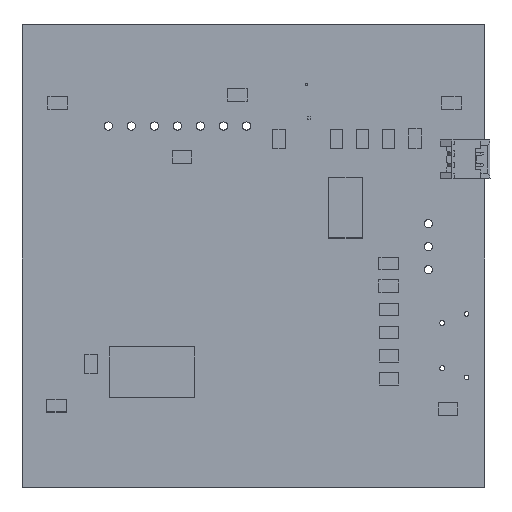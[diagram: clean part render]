
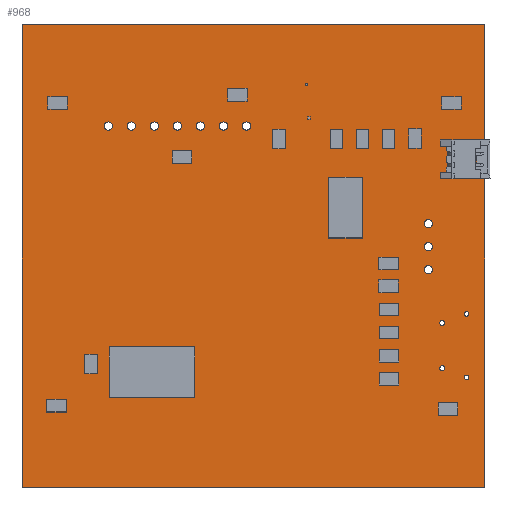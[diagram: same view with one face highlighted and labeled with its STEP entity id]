
A CAD part, top view. The second image highlights one B-rep face of the part: STEP entity #968.
In plain terms, the highlighted planar face has unit normal (0, 0, 1).
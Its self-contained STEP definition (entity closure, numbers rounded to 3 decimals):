
#127 = VERTEX_POINT('',#128);
#128 = CARTESIAN_POINT('',(8.382,4.572,0.));
#134 = EDGE_CURVE('',#127,#135,#137,.T.);
#135 = VERTEX_POINT('',#136);
#136 = CARTESIAN_POINT('',(8.509,4.445,0.));
#137 = CIRCLE('',#138,0.126);
#138 = AXIS2_PLACEMENT_3D('',#139,#140,#141);
#139 = CARTESIAN_POINT('',(8.508,4.571,0.));
#140 = DIRECTION('',(0.,0.,1.));
#141 = DIRECTION('',(-1.,0.005,0.));
#167 = EDGE_CURVE('',#135,#168,#170,.T.);
#168 = VERTEX_POINT('',#169);
#169 = CARTESIAN_POINT('',(59.309,4.445,0.));
#170 = LINE('',#171,#172);
#171 = CARTESIAN_POINT('',(8.509,4.445,0.));
#172 = VECTOR('',#173,1.);
#173 = DIRECTION('',(1.,0.,0.));
#198 = EDGE_CURVE('',#168,#199,#201,.T.);
#199 = VERTEX_POINT('',#200);
#200 = CARTESIAN_POINT('',(59.436,4.572,0.));
#201 = CIRCLE('',#202,0.126);
#202 = AXIS2_PLACEMENT_3D('',#203,#204,#205);
#203 = CARTESIAN_POINT('',(59.31,4.571,0.));
#204 = DIRECTION('',(0.,0.,1.));
#205 = DIRECTION('',(-0.005,-1.,0.));
#231 = EDGE_CURVE('',#199,#232,#234,.T.);
#232 = VERTEX_POINT('',#233);
#233 = CARTESIAN_POINT('',(59.436,55.372,0.));
#234 = LINE('',#235,#236);
#235 = CARTESIAN_POINT('',(59.436,4.572,0.));
#236 = VECTOR('',#237,1.);
#237 = DIRECTION('',(0.,1.,0.));
#262 = EDGE_CURVE('',#232,#263,#265,.T.);
#263 = VERTEX_POINT('',#264);
#264 = CARTESIAN_POINT('',(59.309,55.499,0.));
#265 = CIRCLE('',#266,0.126);
#266 = AXIS2_PLACEMENT_3D('',#267,#268,#269);
#267 = CARTESIAN_POINT('',(59.31,55.373,0.));
#268 = DIRECTION('',(0.,0.,1.));
#269 = DIRECTION('',(1.,-0.005,0.));
#295 = EDGE_CURVE('',#263,#296,#298,.T.);
#296 = VERTEX_POINT('',#297);
#297 = CARTESIAN_POINT('',(8.509,55.499,0.));
#298 = LINE('',#299,#300);
#299 = CARTESIAN_POINT('',(59.309,55.499,0.));
#300 = VECTOR('',#301,1.);
#301 = DIRECTION('',(-1.,0.,0.));
#326 = EDGE_CURVE('',#296,#327,#329,.T.);
#327 = VERTEX_POINT('',#328);
#328 = CARTESIAN_POINT('',(8.382,55.372,0.));
#329 = CIRCLE('',#330,0.126);
#330 = AXIS2_PLACEMENT_3D('',#331,#332,#333);
#331 = CARTESIAN_POINT('',(8.508,55.373,0.));
#332 = DIRECTION('',(0.,0.,1.));
#333 = DIRECTION('',(0.005,1.,0.));
#359 = EDGE_CURVE('',#327,#127,#360,.T.);
#360 = LINE('',#361,#362);
#361 = CARTESIAN_POINT('',(8.382,55.372,0.));
#362 = VECTOR('',#363,1.);
#363 = DIRECTION('',(0.,-1.,0.));
#383 = VERTEX_POINT('',#384);
#384 = CARTESIAN_POINT('',(31.057,44.31,0.));
#390 = EDGE_CURVE('',#383,#383,#391,.T.);
#391 = CIRCLE('',#392,0.45);
#392 = AXIS2_PLACEMENT_3D('',#393,#394,#395);
#393 = CARTESIAN_POINT('',(30.607,44.31,0.));
#394 = DIRECTION('',(0.,0.,1.));
#395 = DIRECTION('',(1.,0.,0.));
#416 = VERTEX_POINT('',#417);
#417 = CARTESIAN_POINT('',(28.517,44.31,0.));
#423 = EDGE_CURVE('',#416,#416,#424,.T.);
#424 = CIRCLE('',#425,0.45);
#425 = AXIS2_PLACEMENT_3D('',#426,#427,#428);
#426 = CARTESIAN_POINT('',(28.067,44.31,0.));
#427 = DIRECTION('',(0.,0.,1.));
#428 = DIRECTION('',(1.,0.,0.));
#449 = VERTEX_POINT('',#450);
#450 = CARTESIAN_POINT('',(53.663,33.529,0.));
#456 = EDGE_CURVE('',#449,#449,#457,.T.);
#457 = CIRCLE('',#458,0.45);
#458 = AXIS2_PLACEMENT_3D('',#459,#460,#461);
#459 = CARTESIAN_POINT('',(53.213,33.529,0.));
#460 = DIRECTION('',(0.,0.,1.));
#461 = DIRECTION('',(1.,0.,0.));
#482 = VERTEX_POINT('',#483);
#483 = CARTESIAN_POINT('',(33.597,44.31,0.));
#489 = EDGE_CURVE('',#482,#482,#490,.T.);
#490 = CIRCLE('',#491,0.45);
#491 = AXIS2_PLACEMENT_3D('',#492,#493,#494);
#492 = CARTESIAN_POINT('',(33.147,44.31,0.));
#493 = DIRECTION('',(0.,0.,1.));
#494 = DIRECTION('',(1.,0.,0.));
#515 = VERTEX_POINT('',#516);
#516 = CARTESIAN_POINT('',(20.897,44.31,0.));
#522 = EDGE_CURVE('',#515,#515,#523,.T.);
#523 = CIRCLE('',#524,0.45);
#524 = AXIS2_PLACEMENT_3D('',#525,#526,#527);
#525 = CARTESIAN_POINT('',(20.447,44.31,0.));
#526 = DIRECTION('',(0.,0.,1.));
#527 = DIRECTION('',(1.,0.,0.));
#548 = VERTEX_POINT('',#549);
#549 = CARTESIAN_POINT('',(18.357,44.31,0.));
#555 = EDGE_CURVE('',#548,#548,#556,.T.);
#556 = CIRCLE('',#557,0.45);
#557 = AXIS2_PLACEMENT_3D('',#558,#559,#560);
#558 = CARTESIAN_POINT('',(17.907,44.31,0.));
#559 = DIRECTION('',(0.,0.,1.));
#560 = DIRECTION('',(1.,0.,0.));
#581 = VERTEX_POINT('',#582);
#582 = CARTESIAN_POINT('',(25.977,44.31,0.));
#588 = EDGE_CURVE('',#581,#581,#589,.T.);
#589 = CIRCLE('',#590,0.45);
#590 = AXIS2_PLACEMENT_3D('',#591,#592,#593);
#591 = CARTESIAN_POINT('',(25.527,44.31,0.));
#592 = DIRECTION('',(0.,0.,1.));
#593 = DIRECTION('',(1.,0.,0.));
#614 = VERTEX_POINT('',#615);
#615 = CARTESIAN_POINT('',(23.437,44.31,0.));
#621 = EDGE_CURVE('',#614,#614,#622,.T.);
#622 = CIRCLE('',#623,0.45);
#623 = AXIS2_PLACEMENT_3D('',#624,#625,#626);
#624 = CARTESIAN_POINT('',(22.987,44.31,0.));
#625 = DIRECTION('',(0.,0.,1.));
#626 = DIRECTION('',(1.,0.,0.));
#647 = VERTEX_POINT('',#648);
#648 = CARTESIAN_POINT('',(55.012,17.581,0.));
#654 = EDGE_CURVE('',#647,#647,#655,.T.);
#655 = CIRCLE('',#656,0.275);
#656 = AXIS2_PLACEMENT_3D('',#657,#658,#659);
#657 = CARTESIAN_POINT('',(54.737,17.581,0.));
#658 = DIRECTION('',(0.,0.,1.));
#659 = DIRECTION('',(1.,0.,0.));
#680 = VERTEX_POINT('',#681);
#681 = CARTESIAN_POINT('',(55.012,22.581,0.));
#687 = EDGE_CURVE('',#680,#680,#688,.T.);
#688 = CIRCLE('',#689,0.275);
#689 = AXIS2_PLACEMENT_3D('',#690,#691,#692);
#690 = CARTESIAN_POINT('',(54.737,22.581,0.));
#691 = DIRECTION('',(0.,0.,1.));
#692 = DIRECTION('',(1.,0.,0.));
#713 = VERTEX_POINT('',#714);
#714 = CARTESIAN_POINT('',(57.687,16.581,0.));
#720 = EDGE_CURVE('',#713,#713,#721,.T.);
#721 = CIRCLE('',#722,0.25);
#722 = AXIS2_PLACEMENT_3D('',#723,#724,#725);
#723 = CARTESIAN_POINT('',(57.437,16.581,0.));
#724 = DIRECTION('',(0.,0.,1.));
#725 = DIRECTION('',(1.,0.,0.));
#746 = VERTEX_POINT('',#747);
#747 = CARTESIAN_POINT('',(57.687,23.581,0.));
#753 = EDGE_CURVE('',#746,#746,#754,.T.);
#754 = CIRCLE('',#755,0.25);
#755 = AXIS2_PLACEMENT_3D('',#756,#757,#758);
#756 = CARTESIAN_POINT('',(57.437,23.581,0.));
#757 = DIRECTION('',(0.,0.,1.));
#758 = DIRECTION('',(1.,0.,0.));
#779 = VERTEX_POINT('',#780);
#780 = CARTESIAN_POINT('',(53.663,28.449,0.));
#786 = EDGE_CURVE('',#779,#779,#787,.T.);
#787 = CIRCLE('',#788,0.45);
#788 = AXIS2_PLACEMENT_3D('',#789,#790,#791);
#789 = CARTESIAN_POINT('',(53.213,28.449,0.));
#790 = DIRECTION('',(0.,0.,1.));
#791 = DIRECTION('',(1.,0.,0.));
#812 = VERTEX_POINT('',#813);
#813 = CARTESIAN_POINT('',(53.663,30.989,0.));
#819 = EDGE_CURVE('',#812,#812,#820,.T.);
#820 = CIRCLE('',#821,0.45);
#821 = AXIS2_PLACEMENT_3D('',#822,#823,#824);
#822 = CARTESIAN_POINT('',(53.213,30.989,0.));
#823 = DIRECTION('',(0.,0.,1.));
#824 = DIRECTION('',(1.,0.,0.));
#845 = VERTEX_POINT('',#846);
#846 = CARTESIAN_POINT('',(55.837,40.005,0.));
#852 = EDGE_CURVE('',#845,#845,#853,.T.);
#853 = CIRCLE('',#854,0.25);
#854 = AXIS2_PLACEMENT_3D('',#855,#856,#857);
#855 = CARTESIAN_POINT('',(55.587,40.005,0.));
#856 = DIRECTION('',(0.,0.,1.));
#857 = DIRECTION('',(1.,0.,0.));
#878 = VERTEX_POINT('',#879);
#879 = CARTESIAN_POINT('',(55.837,41.275,0.));
#885 = EDGE_CURVE('',#878,#878,#886,.T.);
#886 = CIRCLE('',#887,0.25);
#887 = AXIS2_PLACEMENT_3D('',#888,#889,#890);
#888 = CARTESIAN_POINT('',(55.587,41.275,0.));
#889 = DIRECTION('',(0.,0.,1.));
#890 = DIRECTION('',(1.,0.,0.));
#968 = ADVANCED_FACE('',(#969,#979,#982,#985,#988,#991,#994,#997,#1000,
    #1003,#1006,#1009,#1012,#1015,#1018,#1021,#1024),#1027,.F.);
#969 = FACE_BOUND('',#970,.T.);
#970 = EDGE_LOOP('',(#971,#972,#973,#974,#975,#976,#977,#978));
#971 = ORIENTED_EDGE('',*,*,#134,.T.);
#972 = ORIENTED_EDGE('',*,*,#167,.T.);
#973 = ORIENTED_EDGE('',*,*,#198,.T.);
#974 = ORIENTED_EDGE('',*,*,#231,.T.);
#975 = ORIENTED_EDGE('',*,*,#262,.T.);
#976 = ORIENTED_EDGE('',*,*,#295,.T.);
#977 = ORIENTED_EDGE('',*,*,#326,.T.);
#978 = ORIENTED_EDGE('',*,*,#359,.T.);
#979 = FACE_BOUND('',#980,.F.);
#980 = EDGE_LOOP('',(#981));
#981 = ORIENTED_EDGE('',*,*,#390,.T.);
#982 = FACE_BOUND('',#983,.F.);
#983 = EDGE_LOOP('',(#984));
#984 = ORIENTED_EDGE('',*,*,#423,.T.);
#985 = FACE_BOUND('',#986,.F.);
#986 = EDGE_LOOP('',(#987));
#987 = ORIENTED_EDGE('',*,*,#456,.T.);
#988 = FACE_BOUND('',#989,.F.);
#989 = EDGE_LOOP('',(#990));
#990 = ORIENTED_EDGE('',*,*,#489,.T.);
#991 = FACE_BOUND('',#992,.F.);
#992 = EDGE_LOOP('',(#993));
#993 = ORIENTED_EDGE('',*,*,#522,.T.);
#994 = FACE_BOUND('',#995,.F.);
#995 = EDGE_LOOP('',(#996));
#996 = ORIENTED_EDGE('',*,*,#555,.T.);
#997 = FACE_BOUND('',#998,.F.);
#998 = EDGE_LOOP('',(#999));
#999 = ORIENTED_EDGE('',*,*,#588,.T.);
#1000 = FACE_BOUND('',#1001,.F.);
#1001 = EDGE_LOOP('',(#1002));
#1002 = ORIENTED_EDGE('',*,*,#621,.T.);
#1003 = FACE_BOUND('',#1004,.F.);
#1004 = EDGE_LOOP('',(#1005));
#1005 = ORIENTED_EDGE('',*,*,#654,.T.);
#1006 = FACE_BOUND('',#1007,.F.);
#1007 = EDGE_LOOP('',(#1008));
#1008 = ORIENTED_EDGE('',*,*,#687,.T.);
#1009 = FACE_BOUND('',#1010,.F.);
#1010 = EDGE_LOOP('',(#1011));
#1011 = ORIENTED_EDGE('',*,*,#720,.T.);
#1012 = FACE_BOUND('',#1013,.F.);
#1013 = EDGE_LOOP('',(#1014));
#1014 = ORIENTED_EDGE('',*,*,#753,.T.);
#1015 = FACE_BOUND('',#1016,.F.);
#1016 = EDGE_LOOP('',(#1017));
#1017 = ORIENTED_EDGE('',*,*,#786,.T.);
#1018 = FACE_BOUND('',#1019,.F.);
#1019 = EDGE_LOOP('',(#1020));
#1020 = ORIENTED_EDGE('',*,*,#819,.T.);
#1021 = FACE_BOUND('',#1022,.F.);
#1022 = EDGE_LOOP('',(#1023));
#1023 = ORIENTED_EDGE('',*,*,#852,.T.);
#1024 = FACE_BOUND('',#1025,.F.);
#1025 = EDGE_LOOP('',(#1026));
#1026 = ORIENTED_EDGE('',*,*,#885,.T.);
#1027 = PLANE('',#1028);
#1028 = AXIS2_PLACEMENT_3D('',#1029,#1030,#1031);
#1029 = CARTESIAN_POINT('',(8.382,4.572,0.));
#1030 = DIRECTION('',(0.,0.,-1.));
#1031 = DIRECTION('',(-1.,0.,0.));
